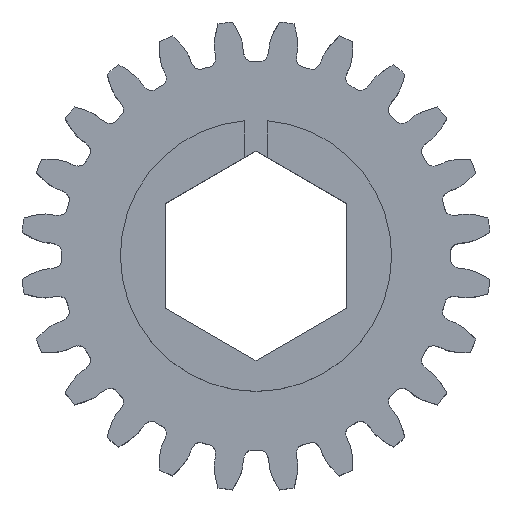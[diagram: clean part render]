
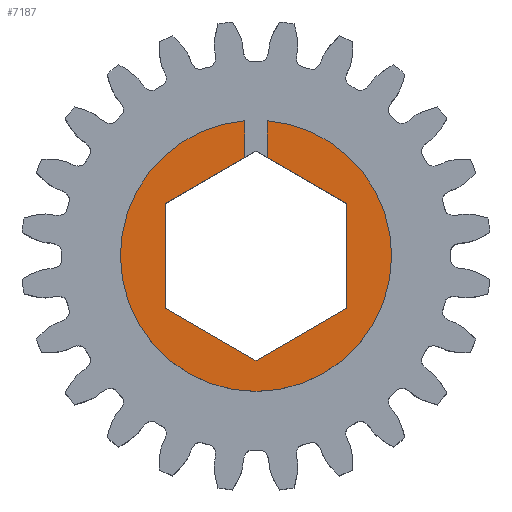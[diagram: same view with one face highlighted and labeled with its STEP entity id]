
A CAD part, top view. The second image highlights one B-rep face of the part: STEP entity #7187.
In plain terms, the highlighted planar face has unit normal (0, 0, 1).
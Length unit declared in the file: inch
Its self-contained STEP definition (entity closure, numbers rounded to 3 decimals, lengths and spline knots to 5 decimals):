
#168 = CARTESIAN_POINT ( 'NONE',  ( -0.03125, 0.3737, 0.249 ) ) ;
#230 = VECTOR ( 'NONE', #9990, 39.37008 ) ;
#295 = LINE ( 'NONE', #10061, #2475 ) ;
#314 = EDGE_LOOP ( 'NONE', ( #5018, #5525, #10715, #4732, #10025, #6410, #11484, #6229, #9621, #6199, #1014 ) ) ;
#506 = EDGE_CURVE ( 'NONE', #7262, #1318, #5783, .T. ) ;
#572 = CARTESIAN_POINT ( 'NONE',  ( -0.251, -0.14491, 0.249 ) ) ;
#618 = LINE ( 'NONE', #8513, #7535 ) ;
#781 = CARTESIAN_POINT ( 'NONE',  ( 0., 0., 0.249 ) ) ;
#926 = CARTESIAN_POINT ( 'NONE',  ( -0.251, 0.14491, 0.249 ) ) ;
#1014 = ORIENTED_EDGE ( 'NONE', *, *, #4746, .F. ) ;
#1146 = EDGE_CURVE ( 'NONE', #2775, #9771, #11357, .T. ) ;
#1313 = DIRECTION ( 'NONE',  ( -0.866, 0.5, 0. ) ) ;
#1318 = VERTEX_POINT ( 'NONE', #9024 ) ;
#1442 = CARTESIAN_POINT ( 'NONE',  ( 0.251, -0.14491, 0.249 ) ) ;
#1468 = DIRECTION ( 'NONE',  ( 0., 0., 1. ) ) ;
#1756 = CARTESIAN_POINT ( 'NONE',  ( 0., -0.28983, 0.249 ) ) ;
#1846 = VERTEX_POINT ( 'NONE', #1442 ) ;
#2137 = CARTESIAN_POINT ( 'NONE',  ( 0.251, 0.14491, 0.249 ) ) ;
#2346 = AXIS2_PLACEMENT_3D ( 'NONE', #781, #3668, #9904 ) ;
#2475 = VECTOR ( 'NONE', #11606, 39.37008 ) ;
#2657 = DIRECTION ( 'NONE',  ( 0.866, -0.5, 0. ) ) ;
#2715 = CARTESIAN_POINT ( 'NONE',  ( -0.375, 0., 0.249 ) ) ;
#2775 = VERTEX_POINT ( 'NONE', #10272 ) ;
#2841 = CARTESIAN_POINT ( 'NONE',  ( 0.03125, 0.14295, 0.249 ) ) ;
#3281 = DIRECTION ( 'NONE',  ( 0., 1., 0. ) ) ;
#3578 = CIRCLE ( 'NONE', #10540, 0.375 ) ;
#3614 = EDGE_CURVE ( 'NONE', #7262, #9317, #3578, .T. ) ;
#3668 = DIRECTION ( 'NONE',  ( 0., 0., 1. ) ) ;
#3983 = AXIS2_PLACEMENT_3D ( 'NONE', #9572, #8636, #7694 ) ;
#4195 = VERTEX_POINT ( 'NONE', #1756 ) ;
#4542 = VECTOR ( 'NONE', #1313, 39.37008 ) ;
#4722 = CARTESIAN_POINT ( 'NONE',  ( -0.251, -0.14491, 0.249 ) ) ;
#4732 = ORIENTED_EDGE ( 'NONE', *, *, #1146, .T. ) ;
#4746 = EDGE_CURVE ( 'NONE', #1318, #10958, #618, .T. ) ;
#4921 = CIRCLE ( 'NONE', #3983, 0.375 ) ;
#4943 = CARTESIAN_POINT ( 'NONE',  ( 0., 0., 0.249 ) ) ;
#4961 = EDGE_CURVE ( 'NONE', #1846, #11554, #7868, .T. ) ;
#5018 = ORIENTED_EDGE ( 'NONE', *, *, #506, .F. ) ;
#5467 = VECTOR ( 'NONE', #3281, 39.37008 ) ;
#5490 = LINE ( 'NONE', #2841, #6790 ) ;
#5525 = ORIENTED_EDGE ( 'NONE', *, *, #3614, .T. ) ;
#5783 = LINE ( 'NONE', #5839, #8546 ) ;
#5839 = CARTESIAN_POINT ( 'NONE',  ( -0.03125, 0.14295, 0.249 ) ) ;
#5840 = LINE ( 'NONE', #2137, #4542 ) ;
#5843 = VERTEX_POINT ( 'NONE', #6905 ) ;
#6110 = FACE_OUTER_BOUND ( 'NONE', #314, .T. ) ;
#6199 = ORIENTED_EDGE ( 'NONE', *, *, #10561, .F. ) ;
#6216 = CARTESIAN_POINT ( 'NONE',  ( 0.251, -0.14491, 0.249 ) ) ;
#6229 = ORIENTED_EDGE ( 'NONE', *, *, #10219, .F. ) ;
#6410 = ORIENTED_EDGE ( 'NONE', *, *, #8048, .F. ) ;
#6437 = DIRECTION ( 'NONE',  ( 0., 1., 0. ) ) ;
#6543 = EDGE_CURVE ( 'NONE', #5843, #9771, #5490, .T. ) ;
#6749 = CARTESIAN_POINT ( 'NONE',  ( 0.03125, 0.3737, 0.249 ) ) ;
#6790 = VECTOR ( 'NONE', #6437, 39.37008 ) ;
#6905 = CARTESIAN_POINT ( 'NONE',  ( 0.03125, 0.27179, 0.249 ) ) ;
#7011 = DIRECTION ( 'NONE',  ( 0., 0., 1. ) ) ;
#7187 = ADVANCED_FACE ( 'NONE', ( #6110 ), #9529, .T. ) ;
#7262 = VERTEX_POINT ( 'NONE', #168 ) ;
#7535 = VECTOR ( 'NONE', #7742, 39.37008 ) ;
#7694 = DIRECTION ( 'NONE',  ( 1., 0., 0. ) ) ;
#7742 = DIRECTION ( 'NONE',  ( -0.866, -0.5, 0. ) ) ;
#7868 = LINE ( 'NONE', #6216, #5467 ) ;
#8048 = EDGE_CURVE ( 'NONE', #11554, #5843, #5840, .T. ) ;
#8195 = LINE ( 'NONE', #4722, #8680 ) ;
#8206 = EDGE_CURVE ( 'NONE', #9317, #2775, #4921, .T. ) ;
#8298 = CARTESIAN_POINT ( 'NONE',  ( -0.251, 0.14491, 0.249 ) ) ;
#8487 = AXIS2_PLACEMENT_3D ( 'NONE', #4943, #1468, #8537 ) ;
#8499 = VERTEX_POINT ( 'NONE', #572 ) ;
#8513 = CARTESIAN_POINT ( 'NONE',  ( 0., 0.28983, 0.249 ) ) ;
#8537 = DIRECTION ( 'NONE',  ( 1., 0., 0. ) ) ;
#8546 = VECTOR ( 'NONE', #11254, 39.37008 ) ;
#8636 = DIRECTION ( 'NONE',  ( 0., 0., 1. ) ) ;
#8680 = VECTOR ( 'NONE', #2657, 39.37008 ) ;
#9024 = CARTESIAN_POINT ( 'NONE',  ( -0.03125, 0.27179, 0.249 ) ) ;
#9223 = LINE ( 'NONE', #926, #230 ) ;
#9317 = VERTEX_POINT ( 'NONE', #2715 ) ;
#9529 = PLANE ( 'NONE',  #8487 ) ;
#9572 = CARTESIAN_POINT ( 'NONE',  ( 0., 0., 0.249 ) ) ;
#9621 = ORIENTED_EDGE ( 'NONE', *, *, #10857, .F. ) ;
#9771 = VERTEX_POINT ( 'NONE', #6749 ) ;
#9904 = DIRECTION ( 'NONE',  ( 1., 0., 0. ) ) ;
#9990 = DIRECTION ( 'NONE',  ( 0., -1., 0. ) ) ;
#10025 = ORIENTED_EDGE ( 'NONE', *, *, #6543, .F. ) ;
#10061 = CARTESIAN_POINT ( 'NONE',  ( 0., -0.28983, 0.249 ) ) ;
#10219 = EDGE_CURVE ( 'NONE', #4195, #1846, #295, .T. ) ;
#10272 = CARTESIAN_POINT ( 'NONE',  ( 0.375, 0., 0.249 ) ) ;
#10432 = DIRECTION ( 'NONE',  ( 1., 0., 0. ) ) ;
#10486 = CARTESIAN_POINT ( 'NONE',  ( 0., 0., 0.249 ) ) ;
#10540 = AXIS2_PLACEMENT_3D ( 'NONE', #10486, #7011, #10432 ) ;
#10561 = EDGE_CURVE ( 'NONE', #10958, #8499, #9223, .T. ) ;
#10715 = ORIENTED_EDGE ( 'NONE', *, *, #8206, .T. ) ;
#10857 = EDGE_CURVE ( 'NONE', #8499, #4195, #8195, .T. ) ;
#10958 = VERTEX_POINT ( 'NONE', #8298 ) ;
#11254 = DIRECTION ( 'NONE',  ( 0., -1., 0. ) ) ;
#11340 = CARTESIAN_POINT ( 'NONE',  ( 0.251, 0.14491, 0.249 ) ) ;
#11357 = CIRCLE ( 'NONE', #2346, 0.375 ) ;
#11484 = ORIENTED_EDGE ( 'NONE', *, *, #4961, .F. ) ;
#11554 = VERTEX_POINT ( 'NONE', #11340 ) ;
#11606 = DIRECTION ( 'NONE',  ( 0.866, 0.5, 0. ) ) ;
